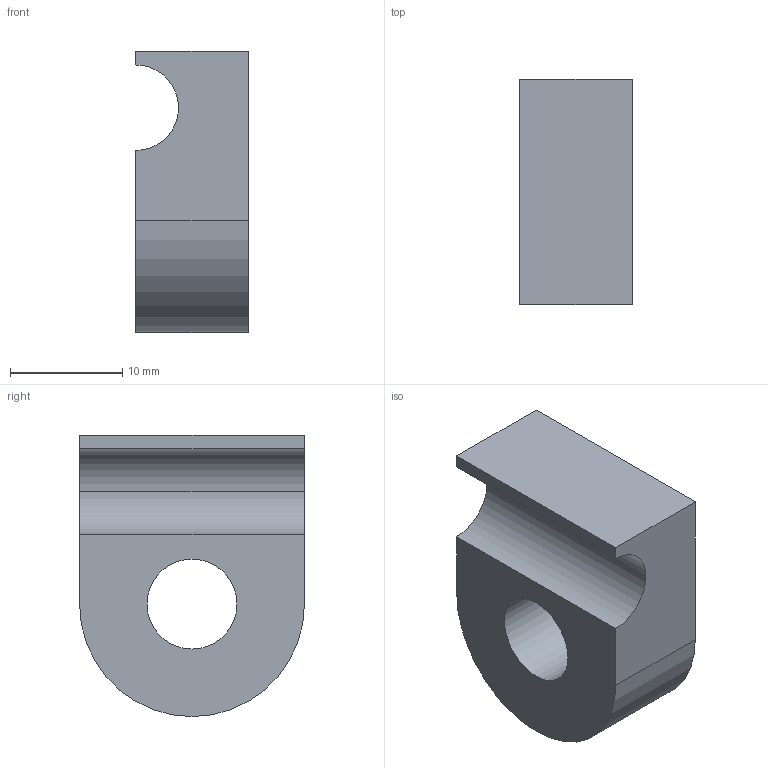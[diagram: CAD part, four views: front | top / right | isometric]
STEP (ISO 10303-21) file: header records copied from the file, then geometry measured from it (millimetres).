
FILE_DESCRIPTION(('FreeCAD Model'),'2;1');
FILE_NAME('RodMount.step', '2017-04-30T11:17:52',('Author'),(''), 'Open CASCADE STEP processor 6.8','FreeCAD','Unknown');
FILE_SCHEMA(('AUTOMOTIVE_DESIGN_CC2 { 1 2 10303 214 -1 1 5 4 }'));
Length unit declared in the file: millimetre
Products named in the file (2): ASSEMBLY; RodMount001
Assembly tree (1 placements, depth 2):
  ASSEMBLY
    RodMount001
Bounding box: 10 x 20 x 25 mm (x, y, z)
Volume: 3614.5 mm3; surface area: 1920.5 mm2
Topology: 1 solids, 1 shells, 10 faces, 24 edges, 16 vertices
Faces by surface type: plane 6, cylinder 4
Full cylindrical faces by diameter (mm): 8 x1
Entity records: 665 total; most frequent: CARTESIAN_POINT 140, DIRECTION 94, LINE 52, VECTOR 52, ORIENTED_EDGE 48, PCURVE 48, DEFINITIONAL_REPRESENTATION 48, EDGE_CURVE 24
